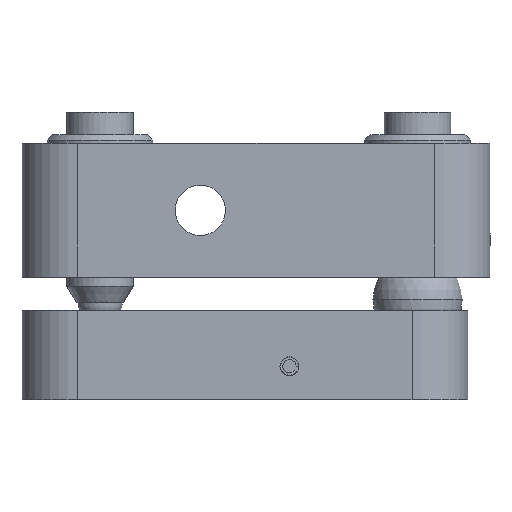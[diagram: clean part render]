
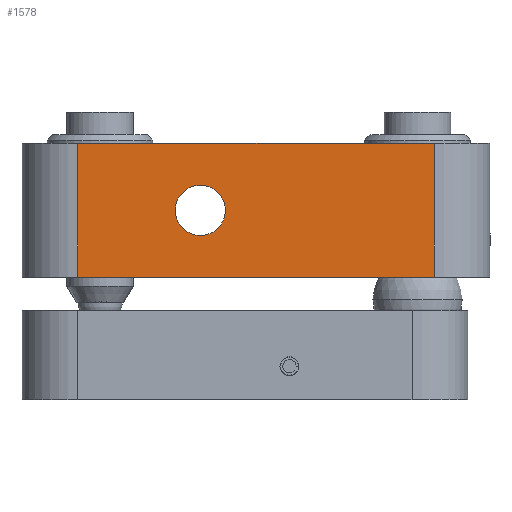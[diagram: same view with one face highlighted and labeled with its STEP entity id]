
A CAD part, left-side view. The second image highlights one B-rep face of the part: STEP entity #1578.
In plain terms, the highlighted planar face has unit normal (-1, 0, 0).
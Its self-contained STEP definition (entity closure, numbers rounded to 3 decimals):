
#489 = DIRECTION ( 'NONE',  ( 0., 0., -1. ) ) ;
#506 = VERTEX_POINT ( 'NONE', #3192 ) ;
#873 = EDGE_CURVE ( 'NONE', #5275, #7667, #2880, .T. ) ;
#989 = AXIS2_PLACEMENT_3D ( 'NONE', #8576, #8676, #9463 ) ;
#1545 = ORIENTED_EDGE ( 'NONE', *, *, #9631, .T. ) ;
#1578 = ADVANCED_FACE ( 'NONE', ( #5547, #6293 ), #5394, .T. ) ;
#1676 = AXIS2_PLACEMENT_3D ( 'NONE', #3267, #5634, #4077 ) ;
#1880 = DIRECTION ( 'NONE',  ( 0., 1., 0. ) ) ;
#1967 = DIRECTION ( 'NONE',  ( 0., 1., 0. ) ) ;
#2079 = CARTESIAN_POINT ( 'NONE',  ( -21., -16., 6. ) ) ;
#2332 = VECTOR ( 'NONE', #1880, 1000. ) ;
#2621 = CARTESIAN_POINT ( 'NONE',  ( -21., 5., 0. ) ) ;
#2725 = CARTESIAN_POINT ( 'NONE',  ( -21., 16., 6. ) ) ;
#2826 = EDGE_CURVE ( 'NONE', #6491, #4439, #3658, .T. ) ;
#2880 = LINE ( 'NONE', #2725, #3337 ) ;
#3066 = ORIENTED_EDGE ( 'NONE', *, *, #2826, .F. ) ;
#3075 = VERTEX_POINT ( 'NONE', #4997 ) ;
#3088 = CARTESIAN_POINT ( 'NONE',  ( -21., -16., -6. ) ) ;
#3192 = CARTESIAN_POINT ( 'NONE',  ( -21., 5., 2.25 ) ) ;
#3267 = CARTESIAN_POINT ( 'NONE',  ( -21., 5., 0. ) ) ;
#3337 = VECTOR ( 'NONE', #1967, 1000. ) ;
#3378 = DIRECTION ( 'NONE',  ( 0., 0., -1. ) ) ;
#3560 = CARTESIAN_POINT ( 'NONE',  ( -21., -16., 6. ) ) ;
#3658 = LINE ( 'NONE', #7683, #2332 ) ;
#4077 = DIRECTION ( 'NONE',  ( 0., 0., -1. ) ) ;
#4215 = ORIENTED_EDGE ( 'NONE', *, *, #8532, .T. ) ;
#4379 = CARTESIAN_POINT ( 'NONE',  ( -21., 16., -6. ) ) ;
#4380 = EDGE_CURVE ( 'NONE', #506, #3075, #10336, .T. ) ;
#4439 = VERTEX_POINT ( 'NONE', #4379 ) ;
#4449 = VECTOR ( 'NONE', #3378, 1000. ) ;
#4679 = ORIENTED_EDGE ( 'NONE', *, *, #9042, .F. ) ;
#4942 = ORIENTED_EDGE ( 'NONE', *, *, #4380, .T. ) ;
#4997 = CARTESIAN_POINT ( 'NONE',  ( -21., 5., -2.25 ) ) ;
#5061 = DIRECTION ( 'NONE',  ( 1., 0., 0. ) ) ;
#5275 = VERTEX_POINT ( 'NONE', #3560 ) ;
#5394 = PLANE ( 'NONE',  #989 ) ;
#5547 = FACE_BOUND ( 'NONE', #5875, .T. ) ;
#5634 = DIRECTION ( 'NONE',  ( 1., 0., 0. ) ) ;
#5701 = LINE ( 'NONE', #7285, #4449 ) ;
#5875 = EDGE_LOOP ( 'NONE', ( #1545, #4942 ) ) ;
#5908 = AXIS2_PLACEMENT_3D ( 'NONE', #2621, #5061, #9123 ) ;
#6293 = FACE_OUTER_BOUND ( 'NONE', #8425, .T. ) ;
#6491 = VERTEX_POINT ( 'NONE', #3088 ) ;
#6968 = CARTESIAN_POINT ( 'NONE',  ( -21., 16., 6. ) ) ;
#7119 = ORIENTED_EDGE ( 'NONE', *, *, #873, .T. ) ;
#7285 = CARTESIAN_POINT ( 'NONE',  ( -21., 16., 6. ) ) ;
#7414 = CIRCLE ( 'NONE', #5908, 2.25 ) ;
#7667 = VERTEX_POINT ( 'NONE', #6968 ) ;
#7683 = CARTESIAN_POINT ( 'NONE',  ( -21., 16., -6. ) ) ;
#8425 = EDGE_LOOP ( 'NONE', ( #3066, #4679, #7119, #4215 ) ) ;
#8532 = EDGE_CURVE ( 'NONE', #7667, #4439, #5701, .T. ) ;
#8576 = CARTESIAN_POINT ( 'NONE',  ( -21., 16., 6. ) ) ;
#8676 = DIRECTION ( 'NONE',  ( -1., 0., 0. ) ) ;
#9042 = EDGE_CURVE ( 'NONE', #5275, #6491, #9216, .T. ) ;
#9123 = DIRECTION ( 'NONE',  ( 0., 0., -1. ) ) ;
#9216 = LINE ( 'NONE', #2079, #9417 ) ;
#9417 = VECTOR ( 'NONE', #489, 1000. ) ;
#9463 = DIRECTION ( 'NONE',  ( 0., 0., 1. ) ) ;
#9631 = EDGE_CURVE ( 'NONE', #3075, #506, #7414, .T. ) ;
#10336 = CIRCLE ( 'NONE', #1676, 2.25 ) ;
